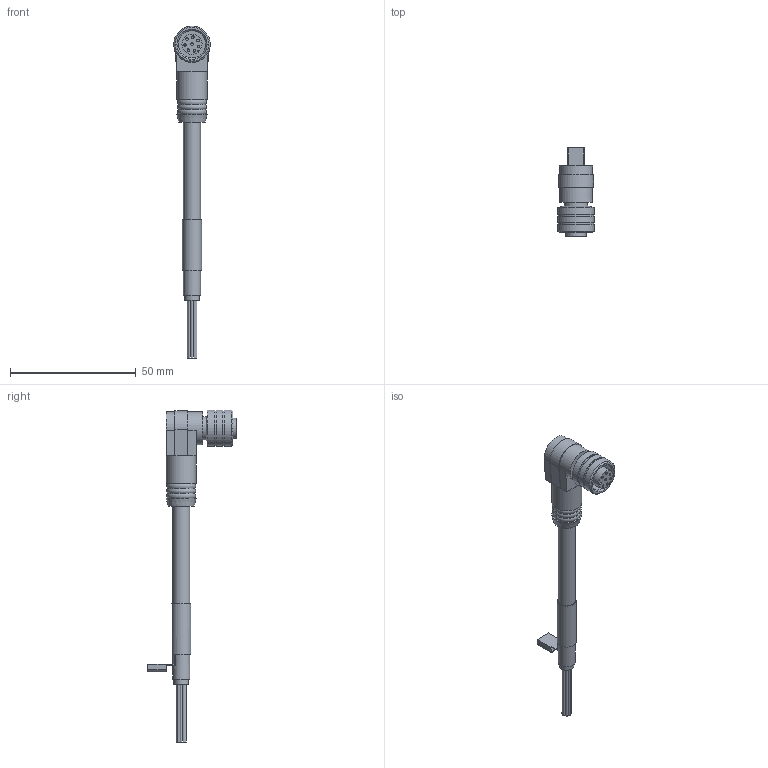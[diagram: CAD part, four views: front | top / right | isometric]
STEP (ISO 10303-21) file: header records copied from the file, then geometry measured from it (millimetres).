
FILE_DESCRIPTION(/* description */ ('STEP AP214'),/* implementation_level */ '2;1');
FILE_NAME(/* name */ '1451674_NEBM-M12W8-E-1_5-LE8',/* time_stamp */ '2024-09-12T18:35:50+02:00',/* author */ ('License CC BY-ND 4.0'),/* organization */ ('CADENAS'),/* preprocessor_version */ 'ST-DEVELOPER v19.3',/* originating_system */ 'PARTsolutions',/* authorisation */ ' ');
FILE_SCHEMA (('AUTOMOTIVE_DESIGN {1 0 10303 214 3 1 1}'));
Length unit declared in the file: millimetre
Products named in the file (2): 1451674 NEBM-M12W8-E-1.5-LE8; 1451674 NEBM-M12W8-E-1.5-LE8---(400P1)
Assembly tree (1 placements, depth 2):
  1451674 NEBM-M12W8-E-1.5-LE8
    1451674 NEBM-M12W8-E-1.5-LE8---(400P1)
Bounding box: 14.5 x 35.4 x 132.25 mm (x, y, z)
Volume: 9279.5 mm3; surface area: 6088.8 mm2
Topology: 1 solids, 1 shells, 120 faces, 264 edges, 175 vertices
Faces by surface type: plane 63, cylinder 50, cone 4, torus 3
Full cylindrical faces by diameter (mm): 0.9 x8, 1 x8, 4.8 x1, 5.8 x1, 6.8 x2, 7.6 x1, 9.2 x1, 10.9 x4, 10.917 x1, 12 x1, 13.2 x1, 14 x2, 14.5 x3
Entity records: 3842 total; most frequent: DIRECTION 558, CARTESIAN_POINT 482, ORIENTED_EDGE 408, AXIS2_PLACEMENT_3D 232, EDGE_CURVE 204, EDGE_LOOP 190, FACE_BOUND 190, VERTEX_POINT 156
